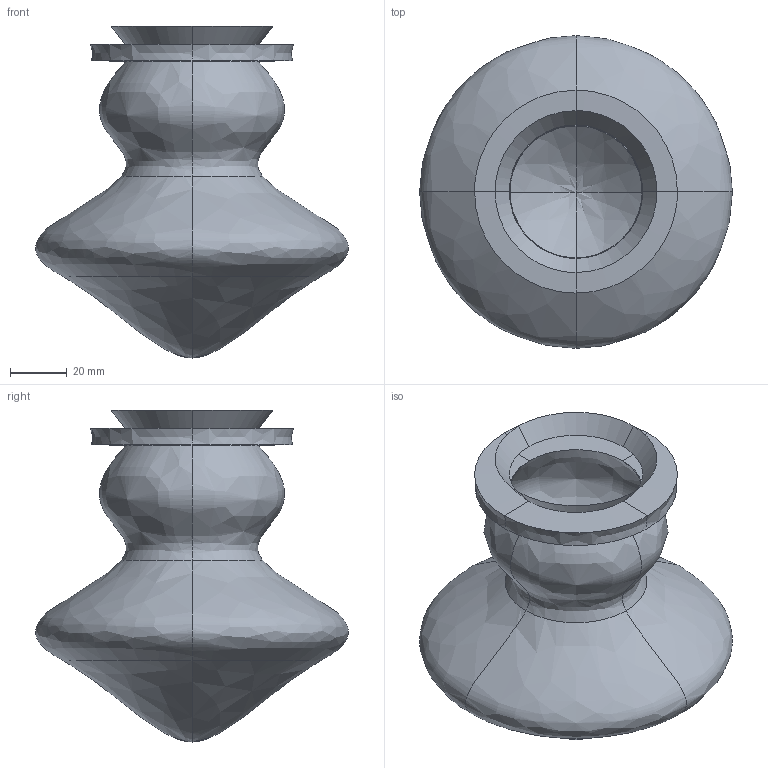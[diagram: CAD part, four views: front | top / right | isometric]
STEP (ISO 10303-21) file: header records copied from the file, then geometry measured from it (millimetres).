
FILE_DESCRIPTION(('Open CASCADE Model'),'2;1');
FILE_NAME('Open CASCADE Shape Model','2025-08-16T00:23:13',('Author'),( 'Open CASCADE'),'Open CASCADE STEP processor 7.8','Open CASCADE 7.8' ,'Unknown');
FILE_SCHEMA(('AUTOMOTIVE_DESIGN { 1 0 10303 214 1 1 1 1 }'));
Length unit declared in the file: millimetre
Products named in the file (1): Open CASCADE STEP translator 7.8 2
Bounding box: 110.27 x 110.27 x 117.07 mm (x, y, z)
Surface area: 38372.5 mm2 (no closed solid volume)
Topology: 0 solids, 1 shells, 28 faces, 60 edges, 29 vertices
Faces by surface type: bspline 28
Entity records: 1492 total; most frequent: CARTESIAN_POINT 574, DIRECTION 110, ORIENTED_EDGE 108, PCURVE 108, DEFINITIONAL_REPRESENTATION 108, LINE 108, VECTOR 108, EDGE_CURVE 56
